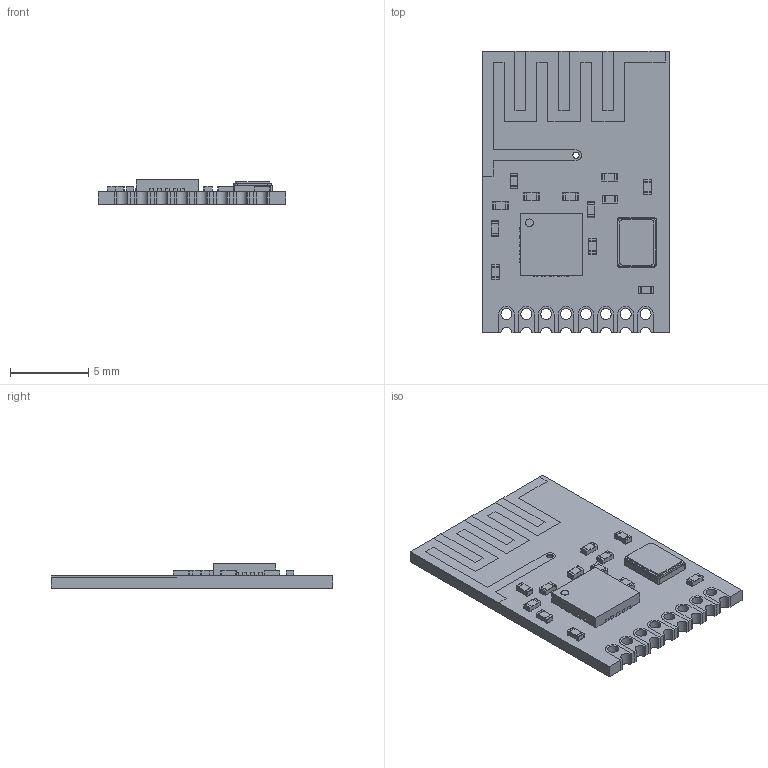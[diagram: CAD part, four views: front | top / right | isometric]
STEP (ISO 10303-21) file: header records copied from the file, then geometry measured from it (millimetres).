
FILE_DESCRIPTION(/* description */ (''),/* implementation_level */ '2;1');
FILE_NAME(/* name */ 'nrf24l01 smd v3.step',/* time_stamp */ '2021-03-26T11:57:31+08:00',/* author */ (''),/* organization */ (''),/* preprocessor_version */ 'ST-DEVELOPER v18.1',/* originating_system */ 'Autodesk Translation Framework v9.10.0.1330',/* authorisation */ '');
FILE_SCHEMA (('AUTOMOTIVE_DESIGN { 1 0 10303 214 3 1 1 }'));
Length unit declared in the file: millimetre
Products named in the file (5): nrf24l01 smd; BLACK_PCB; QFN-20-1EP_4x4mm_P0.5mm_EP2.5x2.5mm; Crystal_SMD_SeikoEpson_TSX3225-4Pin_3.2x2.5mm; R_0402_1005Metric
Assembly tree (15 placements, depth 2):
  nrf24l01 smd
    BLACK_PCB
    QFN-20-1EP_4x4mm_P0.5mm_EP2.5x2.5mm
    Crystal_SMD_SeikoEpson_TSX3225-4Pin_3.2x2.5mm
    R_0402_1005Metric  x12
Bounding box: 12 x 18 x 1.57 mm (x, y, z)
Volume: 187.9 mm3; surface area: 712.7 mm2
Topology: 24 solids, 24 shells, 655 faces, 1761 edges, 1158 vertices
Faces by surface type: plane 490, cylinder 165
Full cylindrical faces by diameter (mm): 0.4 x2, 0.5 x1, 0.7 x8
Entity records: 12128 total; most frequent: CARTESIAN_POINT 2076, ORIENTED_EDGE 2026, DIRECTION 1945, EDGE_CURVE 1013, LINE 859, VECTOR 859, VERTEX_POINT 674, AXIS2_PLACEMENT_3D 543
